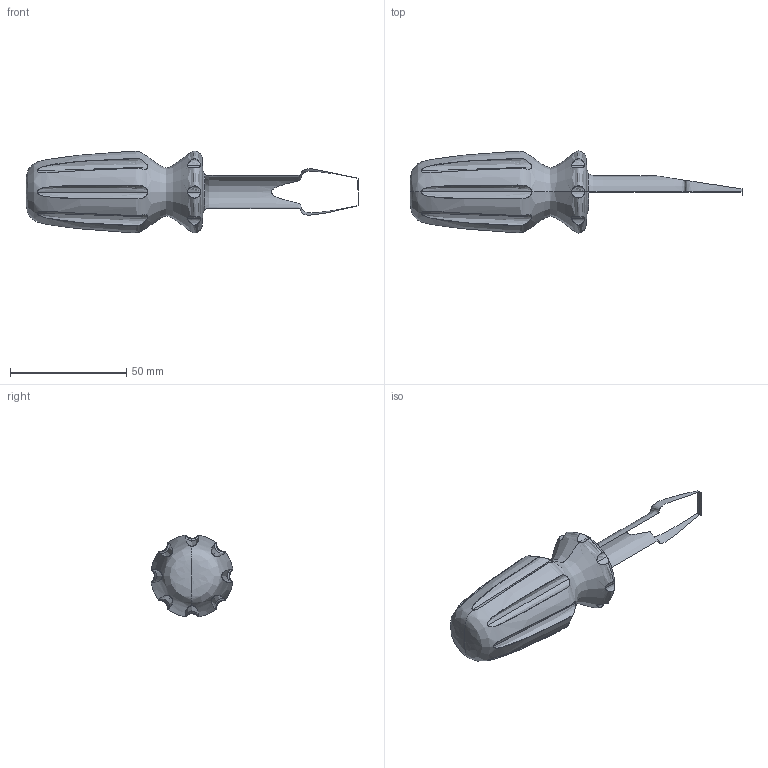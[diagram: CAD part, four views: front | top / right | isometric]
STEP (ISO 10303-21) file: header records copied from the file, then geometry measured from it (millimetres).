
FILE_DESCRIPTION(/* description */ (''),/* implementation_level */ '2;1');
FILE_NAME(/* name */ '_学犀~1',/* time_stamp */ '2017-10-11T12:46:23+08:00',/* author */ (''),/* organization */ (''),/* preprocessor_version */ 'ST-DEVELOPER v15',/* originating_system */ '',/* authorisation */ '');
FILE_SCHEMA (('CONFIG_CONTROL_DESIGN'));
Length unit declared in the file: millimetre
Products named in the file (1): Document
Bounding box: 143 x 35.32 x 35.32 mm (x, y, z)
Surface area: 10301 mm2 (no closed solid volume)
Topology: 0 solids, 35 shells, 37 faces, 154 edges, 174 vertices
Faces by surface type: bspline 37
Entity records: 10174 total; most frequent: CARTESIAN_POINT 8884, B_SPLINE_CURVE_WITH_KNOTS 232, ORIENTED_EDGE 132, PCURVE 132, DEFINITIONAL_REPRESENTATION 132, SURFACE_CURVE 122, EDGE_CURVE 122, VERTEX_POINT 114
